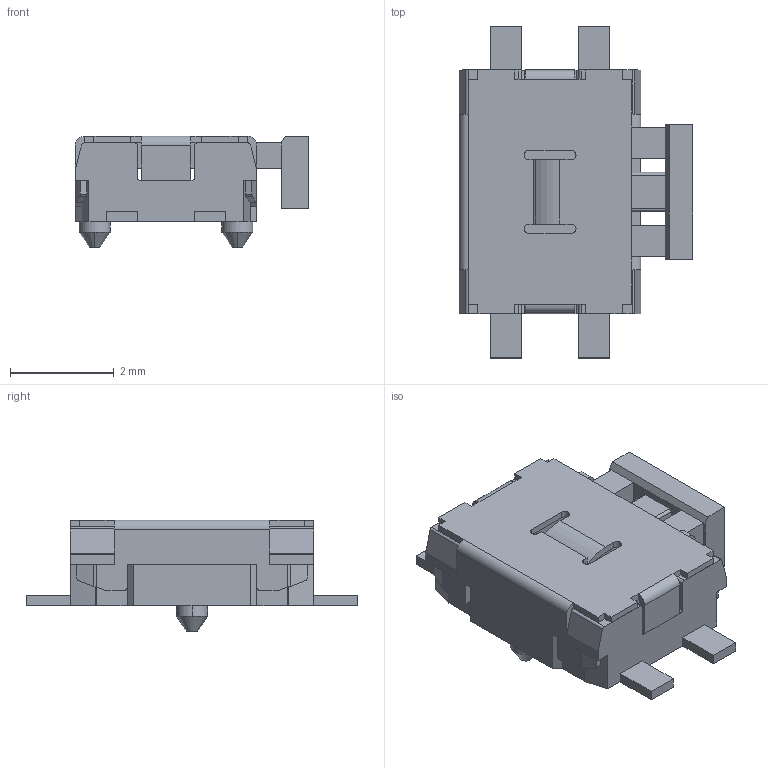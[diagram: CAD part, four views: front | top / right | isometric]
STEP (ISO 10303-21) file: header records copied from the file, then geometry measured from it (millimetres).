
FILE_DESCRIPTION (( 'STEP AP214' ), '1' );
FILE_NAME ('436331045822.STEP', '2024-02-04T20:40:14', ( '' ), ( '' ), 'SwSTEP 2.0', 'SolidWorks 2024', '' );
FILE_SCHEMA (( 'AUTOMOTIVE_DESIGN' ));
Length unit declared in the file: millimetre
Products named in the file (8): cover; 436331045822; frame; pins_2; pins_1; stem; pins; pins_3
Assembly tree (7 placements, depth 2):
  436331045822
    frame
    pins
    pins_3
    pins_1
    pins_2
    stem
    cover
Bounding box: 4.5 x 6.4 x 2.15 mm (x, y, z)
Volume: 16.7 mm3; surface area: 153.8 mm2
Topology: 6 solids, 7 shells, 322 faces, 860 edges, 557 vertices
Faces by surface type: plane 241, cylinder 68, bspline 7, cone 4, torus 2
Entity records: 10299 total; most frequent: CARTESIAN_POINT 1946, ORIENTED_EDGE 1718, DIRECTION 1644, EDGE_CURVE 860, LINE 706, VECTOR 706, VERTEX_POINT 557, AXIS2_PLACEMENT_3D 469
